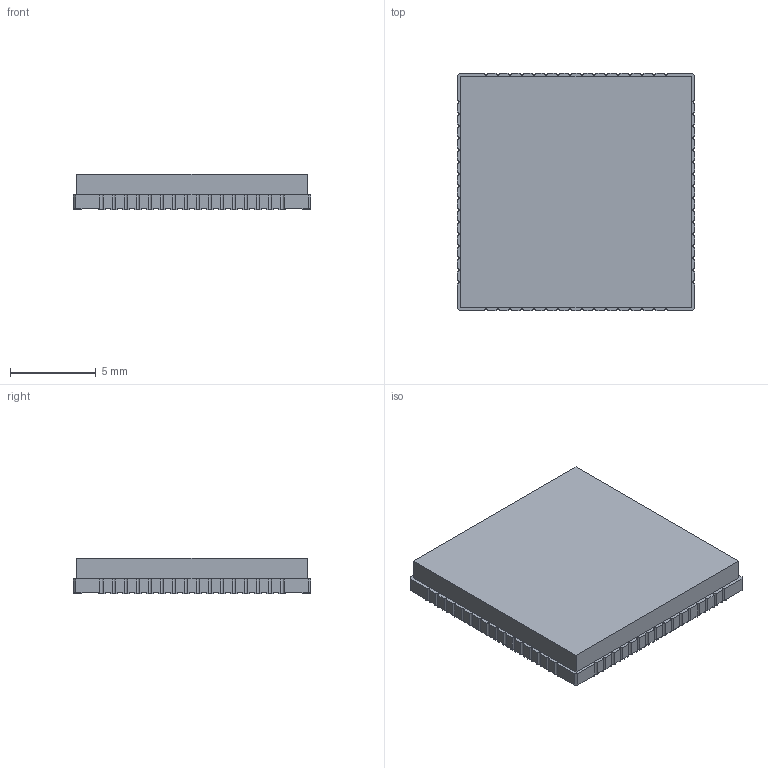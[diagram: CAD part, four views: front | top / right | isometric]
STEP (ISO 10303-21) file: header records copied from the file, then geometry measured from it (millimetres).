
FILE_DESCRIPTION(('STEP AP203'), '1');
FILE_NAME('扻豵鵨_5153.6-2', '2019-07-09T09:07:57', ('user'), ('HP Inc.'), 'ASCON STEP Converter 1.3', 'ASCON Math Kernel', '');
FILE_SCHEMA(('CONFIG_CONTROL_DESIGN'));
Length unit declared in the file: millimetre
Bounding box: 13.8 x 13.8 x 2.06 mm (x, y, z)
Volume: 367.5 mm3; surface area: 499.9 mm2
Topology: 1 solids, 1 shells, 527 faces, 1572 edges, 1048 vertices
Faces by surface type: plane 335, cylinder 192
Entity records: 21970 total; most frequent: CARTESIAN_POINT 3148, ORIENTED_EDGE 3144, DIRECTION 3012, EDGE_CURVE 1572, LINE 1188, VECTOR 1188, VERTEX_POINT 1048, AXIS2_PLACEMENT_3D 912
